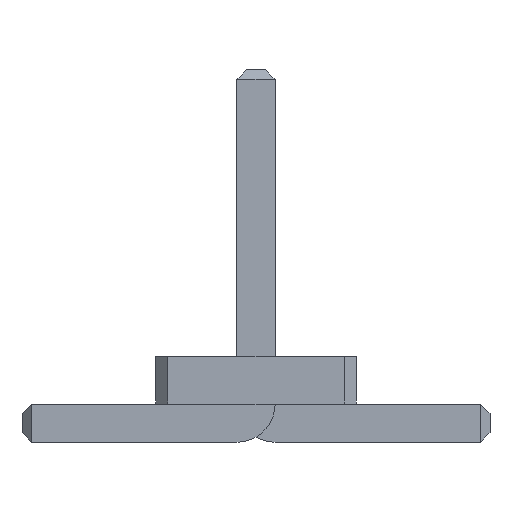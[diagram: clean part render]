
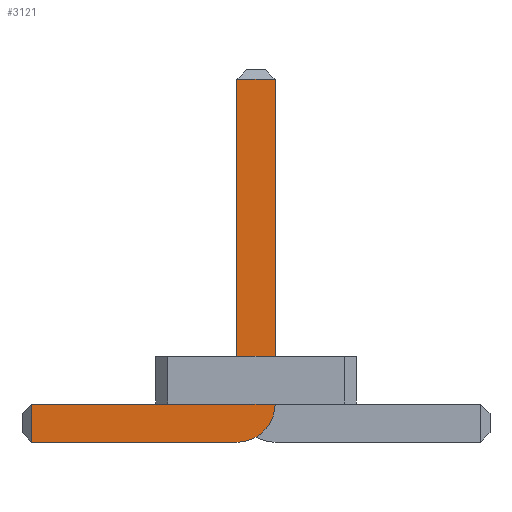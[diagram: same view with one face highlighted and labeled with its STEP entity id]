
A CAD part, front view. The second image highlights one B-rep face of the part: STEP entity #3121.
In plain terms, the highlighted planar face has unit normal (0, -1, 0).
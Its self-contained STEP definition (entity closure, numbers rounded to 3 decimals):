
#56=DIRECTION('',(0.,-1.,0.));
#67=DIRECTION('',(1.,0.,0.));
#668=VECTOR('',#67,1.);
#721=DIRECTION('',(-1.,0.,0.));
#1319=VECTOR('',#721,1.);
#1441=DIRECTION('',(0.,0.,-1.));
#1460=VECTOR('',#1441,1.);
#2951=VECTOR('',#2952,1.);
#2952=DIRECTION('',(0.,0.,1.));
#2974=DIRECTION('',(-0.,-1.,-0.));
#2981=VERTEX_POINT('',#2982);
#2982=CARTESIAN_POINT('',(-2.35,-6.55,0.));
#2985=ORIENTED_EDGE('',*,*,#2986,.T.);
#2986=EDGE_CURVE('',#2981,#2987,#2989,.T.);
#2987=VERTEX_POINT('',#2988);
#2988=CARTESIAN_POINT('',(-0.2,-6.55,0.));
#2989=LINE('',#2990,#668);
#2990=CARTESIAN_POINT('',(-2.45,-6.55,0.));
#3023=VERTEX_POINT('',#3024);
#3024=CARTESIAN_POINT('',(0.2,-6.55,0.4));
#3027=EDGE_CURVE('',#2987,#3023,#3028,.T.);
#3028=CIRCLE('',#3029,0.4);
#3029=AXIS2_PLACEMENT_3D('',#3030,#56,#1441);
#3030=CARTESIAN_POINT('',(-0.2,-6.55,0.4));
#3038=VERTEX_POINT('',#3030);
#3040=ORIENTED_EDGE('',*,*,#3041,.T.);
#3041=EDGE_CURVE('',#3038,#3042,#3044,.T.);
#3042=VERTEX_POINT('',#3043);
#3043=CARTESIAN_POINT('',(-2.35,-6.55,0.4));
#3044=LINE('',#3030,#1319);
#3054=ORIENTED_EDGE('',*,*,#3055,.T.);
#3055=EDGE_CURVE('',#3023,#3056,#3058,.T.);
#3056=VERTEX_POINT('',#3057);
#3057=CARTESIAN_POINT('',(0.2,-6.55,3.8));
#3058=LINE('',#3059,#2951);
#3059=CARTESIAN_POINT('',(0.2,-6.55,0.));
#3072=VERTEX_POINT('',#3073);
#3073=CARTESIAN_POINT('',(-0.2,-6.55,3.8));
#3075=ORIENTED_EDGE('',*,*,#3076,.T.);
#3076=EDGE_CURVE('',#3072,#3038,#3077,.T.);
#3077=LINE('',#3078,#1460);
#3078=CARTESIAN_POINT('',(-0.2,-6.55,3.9));
#3121=ADVANCED_FACE('',(#3122),#3131,.T.);
#3122=FACE_BOUND('',#3123,.T.);
#3123=EDGE_LOOP('',(#2985,#3124,#3054,#3125,#3075,#3040,#3128));
#3124=ORIENTED_EDGE('',*,*,#3027,.T.);
#3125=ORIENTED_EDGE('',*,*,#3126,.T.);
#3126=EDGE_CURVE('',#3056,#3072,#3127,.T.);
#3127=LINE('',#3057,#1319);
#3128=ORIENTED_EDGE('',*,*,#3129,.T.);
#3129=EDGE_CURVE('',#3042,#2981,#3130,.T.);
#3130=LINE('',#3043,#1460);
#3131=PLANE('',#3132);
#3132=AXIS2_PLACEMENT_3D('',#3133,#2974,#1441);
#3133=CARTESIAN_POINT('',(-0.524,-6.55,1.349));
